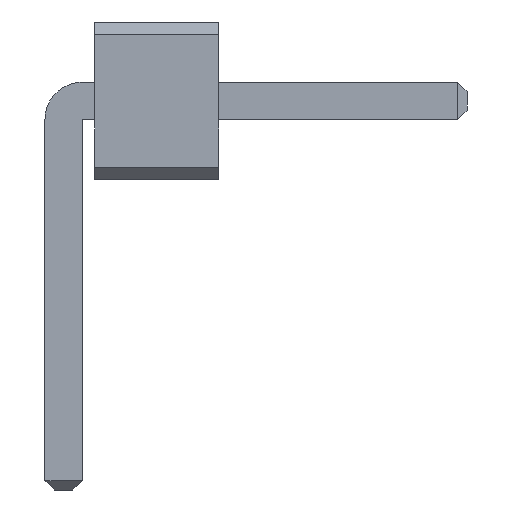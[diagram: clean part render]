
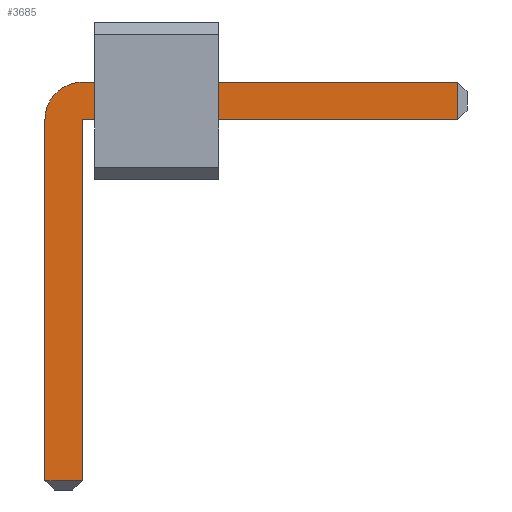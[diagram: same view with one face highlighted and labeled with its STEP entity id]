
A CAD part, front view. The second image highlights one B-rep face of the part: STEP entity #3685.
In plain terms, the highlighted planar face has unit normal (0, -1, 0).
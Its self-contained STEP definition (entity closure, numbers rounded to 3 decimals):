
#13=DIRECTION('',(0.,0.,1.));
#1651=VECTOR('',#13,1.);
#3456=DIRECTION('',(0.,0.,-1.));
#3488=VECTOR('',#3489,1.);
#3489=DIRECTION('',(1.,0.,0.));
#3495=VECTOR('',#3456,1.);
#3502=VECTOR('',#3503,1.);
#3503=DIRECTION('',(-1.,0.,0.));
#3524=DIRECTION('',(-0.,1.,0.));
#3528=DIRECTION('',(0.,1.,0.));
#3529=DIRECTION('',(0.,0.,1.));
#3536=VERTEX_POINT('',#3537);
#3537=CARTESIAN_POINT('',(0.15,-27.15,0.785));
#3539=ORIENTED_EDGE('',*,*,#3540,.T.);
#3540=EDGE_CURVE('',#3536,#3541,#3543,.T.);
#3541=VERTEX_POINT('',#3542);
#3542=CARTESIAN_POINT('',(3.175,-27.15,0.785));
#3543=LINE('',#3544,#3488);
#3544=CARTESIAN_POINT('',(-0.15,-27.15,0.785));
#3581=EDGE_CURVE('',#3582,#3536,#3584,.T.);
#3582=VERTEX_POINT('',#3583);
#3583=CARTESIAN_POINT('',(-0.15,-27.15,0.485));
#3584=CIRCLE('',#3585,0.3);
#3585=AXIS2_PLACEMENT_3D('',#3586,#3524,#3456);
#3586=CARTESIAN_POINT('',(0.15,-27.15,0.485));
#3598=VERTEX_POINT('',#3599);
#3599=CARTESIAN_POINT('',(3.175,-27.15,0.485));
#3601=ORIENTED_EDGE('',*,*,#3602,.T.);
#3602=EDGE_CURVE('',#3598,#3603,#3604,.T.);
#3603=VERTEX_POINT('',#3586);
#3604=LINE('',#3605,#3502);
#3605=CARTESIAN_POINT('',(3.25,-27.15,0.485));
#3617=VERTEX_POINT('',#3618);
#3618=CARTESIAN_POINT('',(-0.15,-27.15,-2.425));
#3620=ORIENTED_EDGE('',*,*,#3621,.T.);
#3621=EDGE_CURVE('',#3617,#3582,#3622,.T.);
#3622=LINE('',#3623,#1651);
#3623=CARTESIAN_POINT('',(-0.15,-27.15,-2.5));
#3631=ORIENTED_EDGE('',*,*,#3632,.T.);
#3632=EDGE_CURVE('',#3603,#3633,#3635,.T.);
#3633=VERTEX_POINT('',#3634);
#3634=CARTESIAN_POINT('',(0.15,-27.15,-2.425));
#3635=LINE('',#3586,#3495);
#3685=ADVANCED_FACE('',(#3686),#3695,.F.);
#3686=FACE_BOUND('',#3687,.F.);
#3687=EDGE_LOOP('',(#3539,#3688,#3601,#3631,#3691,#3620,#3694));
#3688=ORIENTED_EDGE('',*,*,#3689,.T.);
#3689=EDGE_CURVE('',#3541,#3598,#3690,.T.);
#3690=LINE('',#3542,#3495);
#3691=ORIENTED_EDGE('',*,*,#3692,.T.);
#3692=EDGE_CURVE('',#3633,#3617,#3693,.T.);
#3693=LINE('',#3634,#3502);
#3694=ORIENTED_EDGE('',*,*,#3581,.T.);
#3695=PLANE('',#3696);
#3696=AXIS2_PLACEMENT_3D('',#3697,#3528,#3529);
#3697=CARTESIAN_POINT('',(0.858,-27.15,-0.165));
